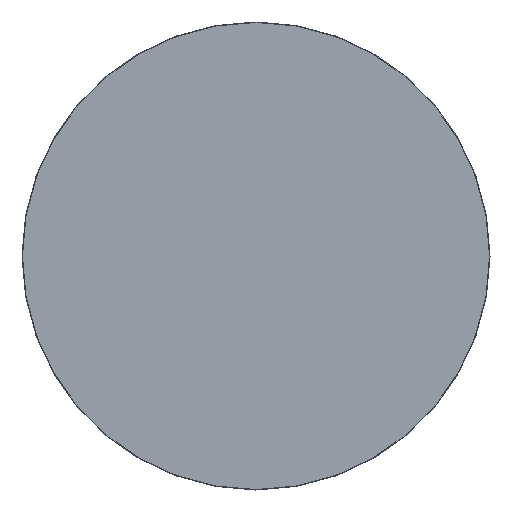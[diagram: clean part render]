
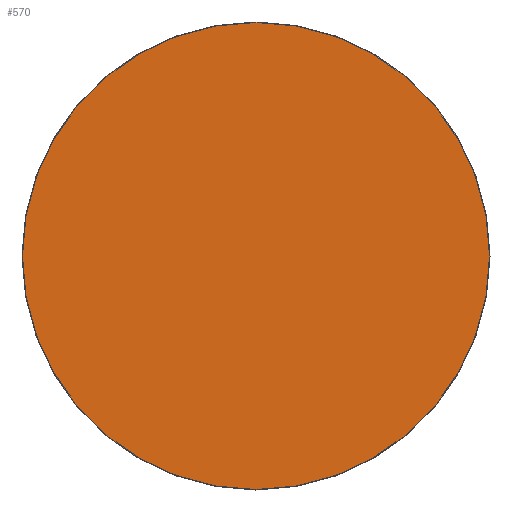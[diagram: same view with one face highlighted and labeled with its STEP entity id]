
A CAD part, front view. The second image highlights one B-rep face of the part: STEP entity #570.
In plain terms, the highlighted planar face has unit normal (0, -1, 0).
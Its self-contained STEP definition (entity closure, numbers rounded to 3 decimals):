
#32=PLANE('',#652);
#100=FACE_OUTER_BOUND('',#138,.T.);
#138=EDGE_LOOP('',(#467,#468));
#200=CIRCLE('',#653,16.5);
#201=CIRCLE('',#654,16.5);
#255=VERTEX_POINT('',#1021);
#256=VERTEX_POINT('',#1022);
#330=EDGE_CURVE('',#255,#256,#200,.T.);
#331=EDGE_CURVE('',#256,#255,#201,.T.);
#467=ORIENTED_EDGE('',*,*,#330,.F.);
#468=ORIENTED_EDGE('',*,*,#331,.F.);
#570=ADVANCED_FACE('',(#100),#32,.T.);
#652=AXIS2_PLACEMENT_3D('',#1020,#795,#796);
#653=AXIS2_PLACEMENT_3D('',#1023,#797,#798);
#654=AXIS2_PLACEMENT_3D('',#1024,#799,#800);
#795=DIRECTION('center_axis',(0.,-1.,0.));
#796=DIRECTION('ref_axis',(0.,0.,-1.));
#797=DIRECTION('center_axis',(0.,1.,0.));
#798=DIRECTION('ref_axis',(-1.,0.,0.));
#799=DIRECTION('center_axis',(0.,1.,0.));
#800=DIRECTION('ref_axis',(-1.,0.,0.));
#1020=CARTESIAN_POINT('Origin',(-8.25,0.,0.));
#1021=CARTESIAN_POINT('',(-16.5,0.,0.));
#1022=CARTESIAN_POINT('',(0.,0.,-16.5));
#1023=CARTESIAN_POINT('Origin',(0.,0.,0.));
#1024=CARTESIAN_POINT('Origin',(0.,0.,0.));
